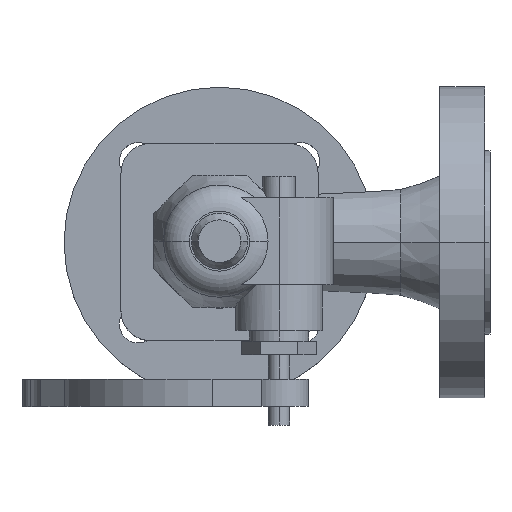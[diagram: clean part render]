
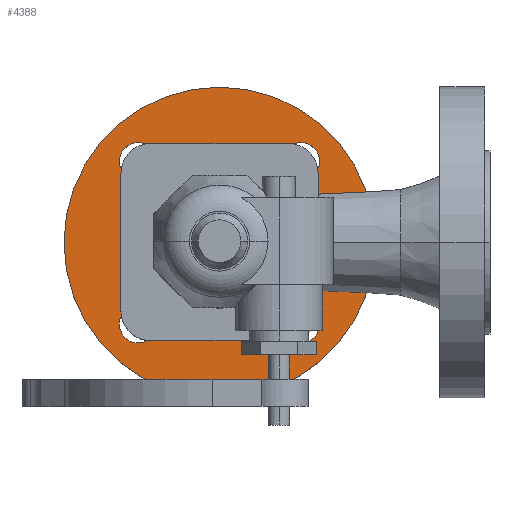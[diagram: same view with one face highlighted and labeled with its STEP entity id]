
A CAD part, top view. The second image highlights one B-rep face of the part: STEP entity #4388.
In plain terms, the highlighted planar face has unit normal (0, 0, 1).
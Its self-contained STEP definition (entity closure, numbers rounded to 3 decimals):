
#1680=CARTESIAN_POINT('',(57.5,-0.,18.6));
#1681=VERTEX_POINT('',#1680);
#1688=CARTESIAN_POINT('',(-57.5,0.,18.6));
#1689=VERTEX_POINT('',#1688);
#1690=CARTESIAN_POINT('',(0.,-0.,18.6));
#1691=DIRECTION('',(-0.,0.,-1.));
#1692=DIRECTION('',(-1.,0.,0.));
#1693=AXIS2_PLACEMENT_3D('',#1690,#1691,#1692);
#1694=CIRCLE('',#1693,57.5);
#1695=EDGE_CURVE('',#1681,#1689,#1694,.T.);
#1722=CARTESIAN_POINT('',(-24.5,-0.,18.6));
#1723=VERTEX_POINT('',#1722);
#1730=CARTESIAN_POINT('',(24.5,0.,18.6));
#1731=VERTEX_POINT('',#1730);
#1732=CARTESIAN_POINT('',(0.,-0.,18.6));
#1733=DIRECTION('',(0.,0.,-1.));
#1734=DIRECTION('',(-1.,0.,0.));
#1735=AXIS2_PLACEMENT_3D('',#1732,#1733,#1734);
#1736=CIRCLE('',#1735,24.5);
#1737=EDGE_CURVE('',#1731,#1723,#1736,.T.);
#3246=CARTESIAN_POINT('',(23.052,30.052,18.6));
#3247=VERTEX_POINT('',#3246);
#3254=CARTESIAN_POINT('',(37.052,30.052,18.6));
#3255=VERTEX_POINT('',#3254);
#3256=CARTESIAN_POINT('',(30.052,30.052,18.6));
#3257=DIRECTION('',(0.,0.,-1.));
#3258=DIRECTION('',(1.,0.,0.));
#3259=AXIS2_PLACEMENT_3D('',#3256,#3257,#3258);
#3260=CIRCLE('',#3259,7.);
#3261=EDGE_CURVE('',#3255,#3247,#3260,.T.);
#3277=CARTESIAN_POINT('',(23.052,-30.052,18.6));
#3278=VERTEX_POINT('',#3277);
#3279=CARTESIAN_POINT('',(37.052,-30.052,18.6));
#3280=VERTEX_POINT('',#3279);
#3281=CARTESIAN_POINT('',(30.052,-30.052,18.6));
#3282=DIRECTION('',(0.,0.,-1.));
#3283=DIRECTION('',(1.,0.,0.));
#3284=AXIS2_PLACEMENT_3D('',#3281,#3282,#3283);
#3285=CIRCLE('',#3284,7.);
#3286=EDGE_CURVE('',#3278,#3280,#3285,.T.);
#3319=CARTESIAN_POINT('',(-37.052,-30.052,18.6));
#3320=VERTEX_POINT('',#3319);
#3321=CARTESIAN_POINT('',(-23.052,-30.052,18.6));
#3322=VERTEX_POINT('',#3321);
#3323=CARTESIAN_POINT('',(-30.052,-30.052,18.6));
#3324=DIRECTION('',(0.,0.,-1.));
#3325=DIRECTION('',(1.,0.,0.));
#3326=AXIS2_PLACEMENT_3D('',#3323,#3324,#3325);
#3327=CIRCLE('',#3326,7.);
#3328=EDGE_CURVE('',#3320,#3322,#3327,.T.);
#3372=CARTESIAN_POINT('',(-37.052,30.052,18.6));
#3373=VERTEX_POINT('',#3372);
#3380=CARTESIAN_POINT('',(-23.052,30.052,18.6));
#3381=VERTEX_POINT('',#3380);
#3382=CARTESIAN_POINT('',(-30.052,30.052,18.6));
#3383=DIRECTION('',(0.,0.,-1.));
#3384=DIRECTION('',(1.,0.,0.));
#3385=AXIS2_PLACEMENT_3D('',#3382,#3383,#3384);
#3386=CIRCLE('',#3385,7.);
#3387=EDGE_CURVE('',#3381,#3373,#3386,.T.);
#4323=CARTESIAN_POINT('',(-41.,0.,18.6));
#4324=DIRECTION('',(0.,-0.,1.));
#4325=DIRECTION('',(1.,-0.,-0.));
#4326=AXIS2_PLACEMENT_3D('',#4323,#4324,#4325);
#4327=PLANE('',#4326);
#4328=ORIENTED_EDGE('',*,*,#3387,.T.);
#4329=CARTESIAN_POINT('',(-30.052,30.052,18.6));
#4330=DIRECTION('',(0.,0.,-1.));
#4331=DIRECTION('',(1.,0.,0.));
#4332=AXIS2_PLACEMENT_3D('',#4329,#4330,#4331);
#4333=CIRCLE('',#4332,7.);
#4334=EDGE_CURVE('',#3373,#3381,#4333,.T.);
#4335=ORIENTED_EDGE('',*,*,#4334,.T.);
#4336=EDGE_LOOP('',(#4328,#4335));
#4337=FACE_BOUND('',#4336,.T.);
#4338=ORIENTED_EDGE('',*,*,#3328,.T.);
#4339=CARTESIAN_POINT('',(-30.052,-30.052,18.6));
#4340=DIRECTION('',(0.,0.,-1.));
#4341=DIRECTION('',(1.,0.,0.));
#4342=AXIS2_PLACEMENT_3D('',#4339,#4340,#4341);
#4343=CIRCLE('',#4342,7.);
#4344=EDGE_CURVE('',#3322,#3320,#4343,.T.);
#4345=ORIENTED_EDGE('',*,*,#4344,.T.);
#4346=EDGE_LOOP('',(#4338,#4345));
#4347=FACE_BOUND('',#4346,.T.);
#4348=ORIENTED_EDGE('',*,*,#3286,.T.);
#4349=CARTESIAN_POINT('',(30.052,-30.052,18.6));
#4350=DIRECTION('',(0.,0.,-1.));
#4351=DIRECTION('',(1.,0.,0.));
#4352=AXIS2_PLACEMENT_3D('',#4349,#4350,#4351);
#4353=CIRCLE('',#4352,7.);
#4354=EDGE_CURVE('',#3280,#3278,#4353,.T.);
#4355=ORIENTED_EDGE('',*,*,#4354,.T.);
#4356=EDGE_LOOP('',(#4348,#4355));
#4357=FACE_BOUND('',#4356,.T.);
#4358=ORIENTED_EDGE('',*,*,#3261,.T.);
#4359=CARTESIAN_POINT('',(30.052,30.052,18.6));
#4360=DIRECTION('',(0.,0.,-1.));
#4361=DIRECTION('',(1.,0.,0.));
#4362=AXIS2_PLACEMENT_3D('',#4359,#4360,#4361);
#4363=CIRCLE('',#4362,7.);
#4364=EDGE_CURVE('',#3247,#3255,#4363,.T.);
#4365=ORIENTED_EDGE('',*,*,#4364,.T.);
#4366=EDGE_LOOP('',(#4358,#4365));
#4367=FACE_BOUND('',#4366,.T.);
#4368=CARTESIAN_POINT('',(0.,-0.,18.6));
#4369=DIRECTION('',(0.,0.,-1.));
#4370=DIRECTION('',(-1.,0.,0.));
#4371=AXIS2_PLACEMENT_3D('',#4368,#4369,#4370);
#4372=CIRCLE('',#4371,24.5);
#4373=EDGE_CURVE('',#1723,#1731,#4372,.T.);
#4374=ORIENTED_EDGE('',*,*,#4373,.T.);
#4375=ORIENTED_EDGE('',*,*,#1737,.T.);
#4376=EDGE_LOOP('',(#4374,#4375));
#4377=FACE_BOUND('',#4376,.T.);
#4378=CARTESIAN_POINT('',(0.,-0.,18.6));
#4379=DIRECTION('',(-0.,0.,-1.));
#4380=DIRECTION('',(-1.,0.,0.));
#4381=AXIS2_PLACEMENT_3D('',#4378,#4379,#4380);
#4382=CIRCLE('',#4381,57.5);
#4383=EDGE_CURVE('',#1689,#1681,#4382,.T.);
#4384=ORIENTED_EDGE('',*,*,#4383,.F.);
#4385=ORIENTED_EDGE('',*,*,#1695,.F.);
#4386=EDGE_LOOP('',(#4384,#4385));
#4387=FACE_BOUND('',#4386,.T.);
#4388=ADVANCED_FACE('',(#4337,#4347,#4357,#4367,#4377,#4387),#4327,.T.);
